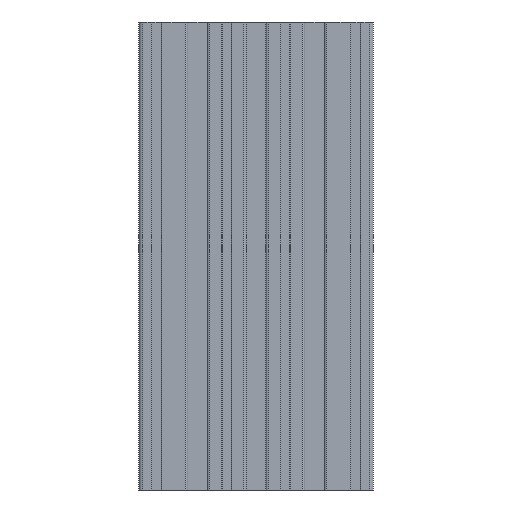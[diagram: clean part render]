
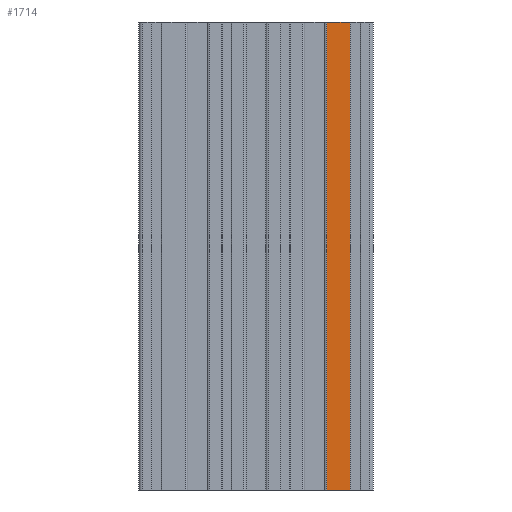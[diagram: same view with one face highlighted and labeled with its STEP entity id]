
A CAD part, left-side view. The second image highlights one B-rep face of the part: STEP entity #1714.
In plain terms, the highlighted planar face has unit normal (-1, 0, 0).
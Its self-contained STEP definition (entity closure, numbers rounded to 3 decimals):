
#1292 = DIRECTION ( 'NONE',  ( 0., -1., 0. ) ) ;
#1342 = CARTESIAN_POINT ( 'NONE',  ( 1257.491, 0., 200. ) ) ;
#1714 = ADVANCED_FACE ( 'NONE', ( #8191 ), #6817, .F. ) ;
#1801 = DIRECTION ( 'NONE',  ( 0., 0., -1. ) ) ;
#1960 = CARTESIAN_POINT ( 'NONE',  ( 1257.491, 468.097, 200. ) ) ;
#2195 = DIRECTION ( 'NONE',  ( 0., -1., 0. ) ) ;
#2219 = CARTESIAN_POINT ( 'NONE',  ( 1257.491, 0., 0. ) ) ;
#2522 = LINE ( 'NONE', #1960, #13799 ) ;
#2721 = LINE ( 'NONE', #3478, #4997 ) ;
#3478 = CARTESIAN_POINT ( 'NONE',  ( 1257.491, 478.247, 200. ) ) ;
#3609 = LINE ( 'NONE', #2219, #9144 ) ;
#3642 = DIRECTION ( 'NONE',  ( 0., 0., -1. ) ) ;
#4481 = EDGE_CURVE ( 'NONE', #13339, #12667, #2721, .T. ) ;
#4609 = EDGE_CURVE ( 'NONE', #12667, #7740, #3609, .T. ) ;
#4651 = EDGE_CURVE ( 'NONE', #13426, #7740, #2522, .T. ) ;
#4693 = EDGE_CURVE ( 'NONE', #13339, #13426, #7753, .T. ) ;
#4997 = VECTOR ( 'NONE', #3642, 1000. ) ;
#5524 = CARTESIAN_POINT ( 'NONE',  ( 1257.491, 478.247, 0. ) ) ;
#6713 = DIRECTION ( 'NONE',  ( 0., 1., 0. ) ) ;
#6730 = DIRECTION ( 'NONE',  ( 1., 0., 0. ) ) ;
#6817 = PLANE ( 'NONE',  #9438 ) ;
#6985 = CARTESIAN_POINT ( 'NONE',  ( 1257.491, 0., 200. ) ) ;
#7740 = VERTEX_POINT ( 'NONE', #8429 ) ;
#7753 = LINE ( 'NONE', #1342, #10311 ) ;
#8191 = FACE_OUTER_BOUND ( 'NONE', #11554, .T. ) ;
#8429 = CARTESIAN_POINT ( 'NONE',  ( 1257.491, 468.097, 0. ) ) ;
#9144 = VECTOR ( 'NONE', #2195, 1000. ) ;
#9438 = AXIS2_PLACEMENT_3D ( 'NONE', #6985, #6730, #6713 ) ;
#10311 = VECTOR ( 'NONE', #1292, 1000. ) ;
#11524 = ORIENTED_EDGE ( 'NONE', *, *, #4609, .T. ) ;
#11536 = ORIENTED_EDGE ( 'NONE', *, *, #4651, .F. ) ;
#11554 = EDGE_LOOP ( 'NONE', ( #11524, #11536, #11694, #11706 ) ) ;
#11694 = ORIENTED_EDGE ( 'NONE', *, *, #4693, .F. ) ;
#11706 = ORIENTED_EDGE ( 'NONE', *, *, #4481, .T. ) ;
#12667 = VERTEX_POINT ( 'NONE', #5524 ) ;
#13339 = VERTEX_POINT ( 'NONE', #13565 ) ;
#13426 = VERTEX_POINT ( 'NONE', #14259 ) ;
#13565 = CARTESIAN_POINT ( 'NONE',  ( 1257.491, 478.247, 200. ) ) ;
#13799 = VECTOR ( 'NONE', #1801, 1000. ) ;
#14259 = CARTESIAN_POINT ( 'NONE',  ( 1257.491, 468.097, 200. ) ) ;
